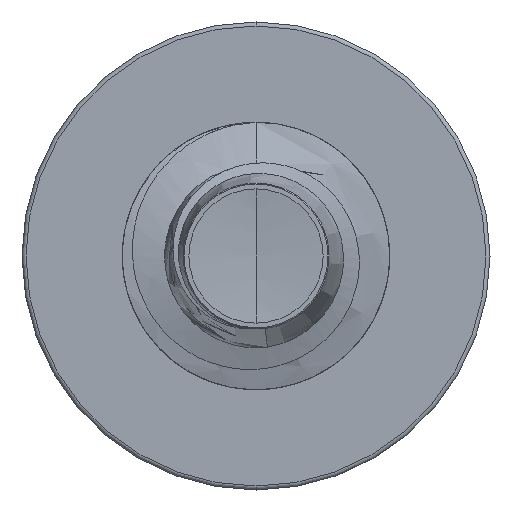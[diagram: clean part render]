
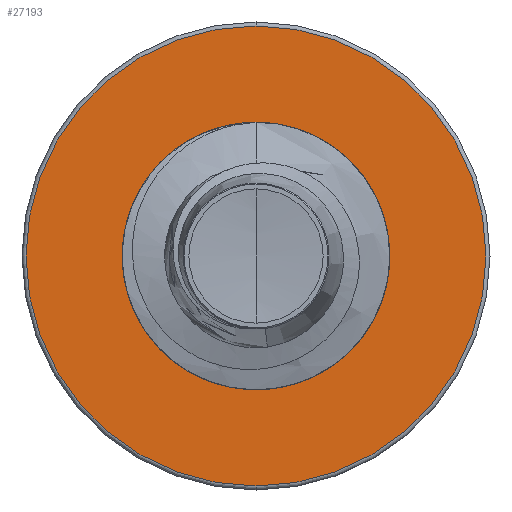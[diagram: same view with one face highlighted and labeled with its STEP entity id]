
A CAD part, front view. The second image highlights one B-rep face of the part: STEP entity #27193.
In plain terms, the highlighted planar face has unit normal (0, -1, 0).
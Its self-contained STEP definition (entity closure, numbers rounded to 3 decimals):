
#350 = ORIENTED_EDGE ( 'NONE', *, *, #21870, .F. ) ;
#1172 = FACE_BOUND ( 'NONE', #7435, .T. ) ;
#1481 = VERTEX_POINT ( 'NONE', #9013 ) ;
#3884 = CIRCLE ( 'NONE', #17964, 3.44 ) ;
#4362 = CARTESIAN_POINT ( 'NONE',  ( 0., 22.5, 0. ) ) ;
#4640 = CARTESIAN_POINT ( 'NONE',  ( 0., 22.5, -1.989 ) ) ;
#5539 = ORIENTED_EDGE ( 'NONE', *, *, #21627, .T. ) ;
#5716 = AXIS2_PLACEMENT_3D ( 'NONE', #6993, #22106, #9381 ) ;
#5763 = AXIS2_PLACEMENT_3D ( 'NONE', #25926, #13773, #27739 ) ;
#6778 = AXIS2_PLACEMENT_3D ( 'NONE', #4362, #20011, #6924 ) ;
#6882 = CARTESIAN_POINT ( 'NONE',  ( 0., 22.5, -1.989 ) ) ;
#6908 = VERTEX_POINT ( 'NONE', #8787 ) ;
#6924 = DIRECTION ( 'NONE',  ( 0., 0., 1. ) ) ;
#6993 = CARTESIAN_POINT ( 'NONE',  ( 0., 22.5, 0. ) ) ;
#7435 = EDGE_LOOP ( 'NONE', ( #5539, #15913 ) ) ;
#8267 = ORIENTED_EDGE ( 'NONE', *, *, #20682, .F. ) ;
#8787 = CARTESIAN_POINT ( 'NONE',  ( 0., 22.5, 1.989 ) ) ;
#9013 = CARTESIAN_POINT ( 'NONE',  ( 0., 22.5, 3.44 ) ) ;
#9381 = DIRECTION ( 'NONE',  ( 0., 0., 1. ) ) ;
#9554 = DIRECTION ( 'NONE',  ( 0., 1., 0. ) ) ;
#9790 = VERTEX_POINT ( 'NONE', #6882 ) ;
#13590 = AXIS2_PLACEMENT_3D ( 'NONE', #4640, #9554, #24286 ) ;
#13773 = DIRECTION ( 'NONE',  ( 0., 1., 0. ) ) ;
#14389 = CARTESIAN_POINT ( 'NONE',  ( 0., 22.5, 0. ) ) ;
#15913 = ORIENTED_EDGE ( 'NONE', *, *, #21677, .T. ) ;
#16474 = DIRECTION ( 'NONE',  ( 0., 0., 1. ) ) ;
#17693 = VERTEX_POINT ( 'NONE', #24692 ) ;
#17964 = AXIS2_PLACEMENT_3D ( 'NONE', #14389, #28269, #16474 ) ;
#18468 = CIRCLE ( 'NONE', #6778, 3.44 ) ;
#19657 = FACE_OUTER_BOUND ( 'NONE', #26919, .T. ) ;
#20011 = DIRECTION ( 'NONE',  ( 0., 1., 0. ) ) ;
#20682 = EDGE_CURVE ( 'NONE', #17693, #1481, #18468, .T. ) ;
#21627 = EDGE_CURVE ( 'NONE', #6908, #9790, #22248, .T. ) ;
#21677 = EDGE_CURVE ( 'NONE', #9790, #6908, #27382, .T. ) ;
#21870 = EDGE_CURVE ( 'NONE', #1481, #17693, #3884, .T. ) ;
#22106 = DIRECTION ( 'NONE',  ( 0., 1., 0. ) ) ;
#22248 = CIRCLE ( 'NONE', #5763, 1.989 ) ;
#24286 = DIRECTION ( 'NONE',  ( 0., 0., 1. ) ) ;
#24692 = CARTESIAN_POINT ( 'NONE',  ( 0., 22.5, -3.44 ) ) ;
#25926 = CARTESIAN_POINT ( 'NONE',  ( 0., 22.5, 0. ) ) ;
#26121 = PLANE ( 'NONE',  #13590 ) ;
#26919 = EDGE_LOOP ( 'NONE', ( #350, #8267 ) ) ;
#27193 = ADVANCED_FACE ( 'NONE', ( #19657, #1172 ), #26121, .F. ) ;
#27382 = CIRCLE ( 'NONE', #5716, 1.989 ) ;
#27739 = DIRECTION ( 'NONE',  ( 0., 0., 1. ) ) ;
#28269 = DIRECTION ( 'NONE',  ( 0., 1., 0. ) ) ;
